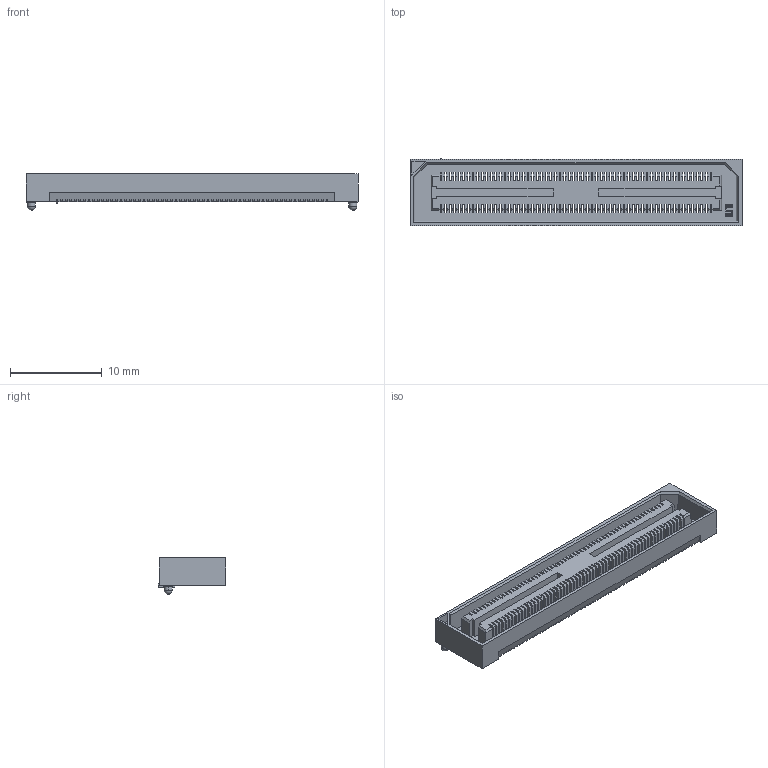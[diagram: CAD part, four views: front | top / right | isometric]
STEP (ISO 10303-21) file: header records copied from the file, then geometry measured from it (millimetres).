
FILE_DESCRIPTION(('FreeCAD Model'),'2;1');
FILE_NAME('CONN2352.stp','2016-07-19T08:32:45' ,('FreeCAD'),('FreeCAD'),'Open CASCADE STEP processor 6.3','FreeCAD', 'Unknown');
FILE_SCHEMA(('AUTOMOTIVE_DESIGN_CC2 { 1 2 10303 214 -1 1 5 4 }'));
Products named in the file (1): Fusion
Bounding box: 36.28 x 7.37 x 4 mm (x, y, z)
Volume: 419.5 mm3; surface area: 2040.8 mm2
Topology: 1 solids, 1 shells, 2113 faces, 6802 edges, 4454 vertices
Faces by surface type: plane 2091, cylinder 14, torus 4, bspline 2, sphere 2
Entity records: 164525 total; most frequent: CARTESIAN_POINT 29887, DIRECTION 24525, LINE 20202, VECTOR 20202, ORIENTED_EDGE 13600, PCURVE 13600, DEFINITIONAL_REPRESENTATION 13600, EDGE_CURVE 6800
